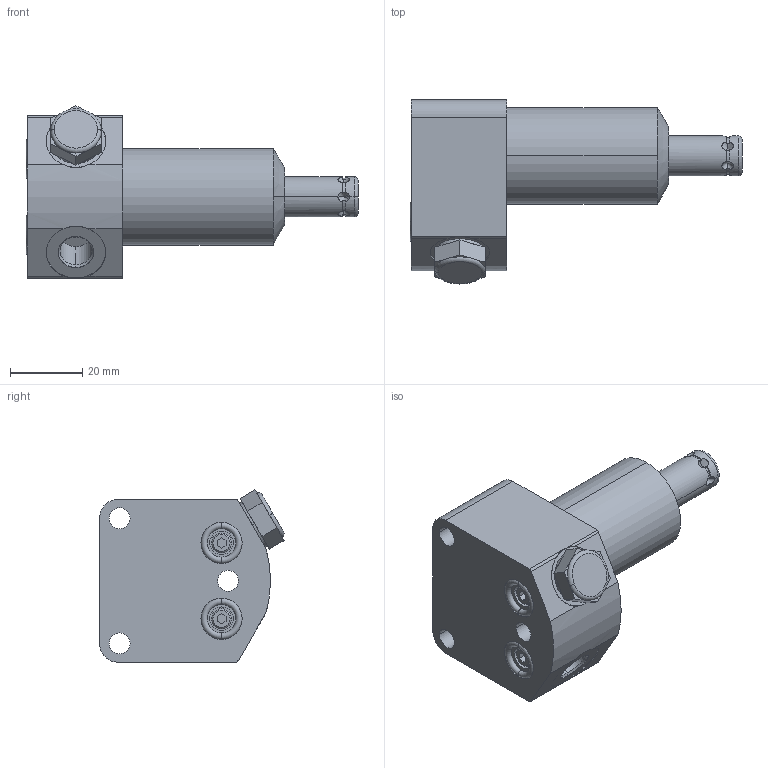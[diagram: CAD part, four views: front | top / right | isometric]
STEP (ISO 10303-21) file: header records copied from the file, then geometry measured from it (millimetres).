
FILE_DESCRIPTION((''),'2;1');
FILE_NAME('ILCM41420211','2018-07-16T',('ngp'),(''),'PRO/ENGINEER BY PARAMETRIC TECHNOLOGY CORPORATION, 2013320','PRO/ENGINEER BY PARAMETRIC TECHNOLOGY CORPORATION, 2013320','');
FILE_SCHEMA(('AUTOMOTIVE_DESIGN { 1 0 10303 214 1 1 1 1 }'));
Length unit declared in the file: millimetre
Products named in the file (1): ILCM41420211
Bounding box: 91.88 x 51.03 x 47.69 mm (x, y, z)
Volume: 75571.4 mm3; surface area: 16010.9 mm2
Topology: 1 solids, 3 shells, 163 faces, 416 edges, 259 vertices
Faces by surface type: plane 74, cylinder 57, cone 24, torus 8
Entity records: 6552 total; most frequent: CARTESIAN_POINT 1222, DIRECTION 822, ORIENTED_EDGE 800, PRESENTATION_STYLE_ASSIGNMENT 418, STYLED_ITEM 404, CURVE_STYLE 402, EDGE_CURVE 402, AXIS2_PLACEMENT_3D 328
